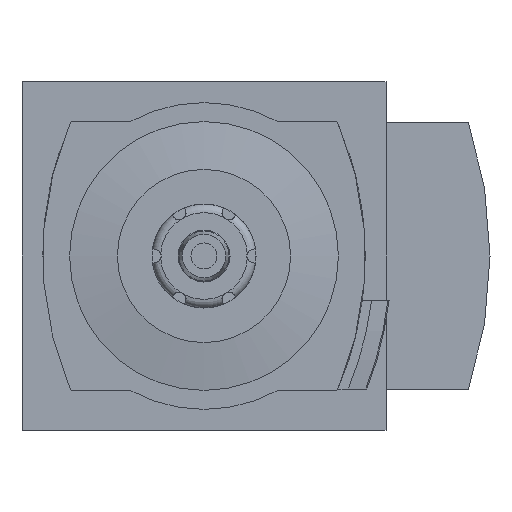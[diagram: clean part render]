
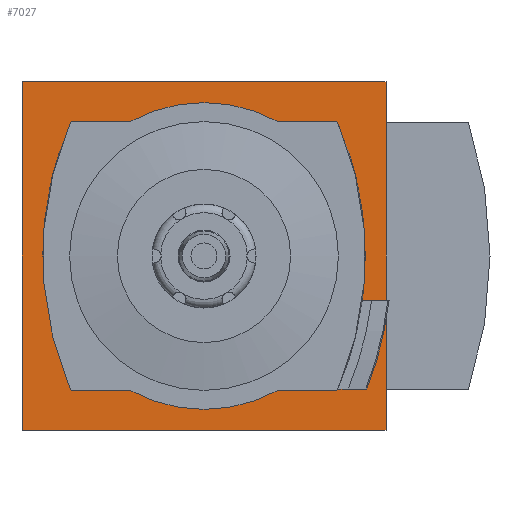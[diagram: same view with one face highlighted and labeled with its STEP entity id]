
A CAD part, front view. The second image highlights one B-rep face of the part: STEP entity #7027.
In plain terms, the highlighted planar face has unit normal (0, -1, 0).
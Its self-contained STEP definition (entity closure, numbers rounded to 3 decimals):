
#130=PLANE('',#7402);
#323=LINE('',#9408,#899);
#429=LINE('',#9630,#1005);
#444=LINE('',#9668,#1020);
#486=LINE('',#9778,#1062);
#603=LINE('',#10120,#1179);
#604=LINE('',#10124,#1180);
#605=LINE('',#10132,#1181);
#606=LINE('',#10136,#1182);
#607=LINE('',#10142,#1183);
#608=LINE('',#10146,#1184);
#899=VECTOR('',#7807,1000.);
#1005=VECTOR('',#7979,1000.);
#1020=VECTOR('',#8008,1000.);
#1062=VECTOR('',#8092,1000.);
#1179=VECTOR('',#8351,1000.);
#1180=VECTOR('',#8354,1000.);
#1181=VECTOR('',#8361,1000.);
#1182=VECTOR('',#8364,1000.);
#1183=VECTOR('',#8369,1000.);
#1184=VECTOR('',#8372,1000.);
#2002=ORIENTED_EDGE('',*,*,#3197,.F.);
#2003=ORIENTED_EDGE('',*,*,#3272,.F.);
#2004=ORIENTED_EDGE('',*,*,#3217,.F.);
#2005=ORIENTED_EDGE('',*,*,#3083,.F.);
#2006=ORIENTED_EDGE('',*,*,#3436,.F.);
#2007=ORIENTED_EDGE('',*,*,#3437,.T.);
#2008=ORIENTED_EDGE('',*,*,#3438,.F.);
#2009=ORIENTED_EDGE('',*,*,#3439,.F.);
#2010=ORIENTED_EDGE('',*,*,#3440,.F.);
#2011=ORIENTED_EDGE('',*,*,#3441,.F.);
#2012=ORIENTED_EDGE('',*,*,#3442,.F.);
#2013=ORIENTED_EDGE('',*,*,#3443,.F.);
#2014=ORIENTED_EDGE('',*,*,#3444,.F.);
#2015=ORIENTED_EDGE('',*,*,#3445,.F.);
#2016=ORIENTED_EDGE('',*,*,#3446,.F.);
#2017=ORIENTED_EDGE('',*,*,#3447,.F.);
#2018=ORIENTED_EDGE('',*,*,#3448,.T.);
#2019=ORIENTED_EDGE('',*,*,#3449,.F.);
#2020=ORIENTED_EDGE('',*,*,#3450,.T.);
#3083=EDGE_CURVE('',#3864,#3865,#323,.T.);
#3197=EDGE_CURVE('',#3947,#3864,#429,.T.);
#3217=EDGE_CURVE('',#3865,#3964,#444,.T.);
#3272=EDGE_CURVE('',#3964,#3947,#486,.T.);
#3436=EDGE_CURVE('',#4147,#4148,#4402,.F.);
#3437=EDGE_CURVE('',#4147,#4149,#603,.T.);
#3438=EDGE_CURVE('',#4150,#4149,#4403,.F.);
#3439=EDGE_CURVE('',#4151,#4150,#604,.T.);
#3440=EDGE_CURVE('',#4152,#4151,#4404,.F.);
#3441=EDGE_CURVE('',#4153,#4152,#4405,.F.);
#3442=EDGE_CURVE('',#4154,#4153,#4406,.F.);
#3443=EDGE_CURVE('',#4155,#4154,#605,.T.);
#3444=EDGE_CURVE('',#4156,#4155,#4407,.F.);
#3445=EDGE_CURVE('',#4157,#4156,#606,.T.);
#3446=EDGE_CURVE('',#4158,#4157,#4408,.F.);
#3447=EDGE_CURVE('',#4159,#4158,#4409,.F.);
#3448=EDGE_CURVE('',#4159,#4160,#607,.T.);
#3449=EDGE_CURVE('',#4161,#4160,#4410,.T.);
#3450=EDGE_CURVE('',#4161,#4148,#608,.T.);
#3864=VERTEX_POINT('',#9407);
#3865=VERTEX_POINT('',#9409);
#3947=VERTEX_POINT('',#9629);
#3964=VERTEX_POINT('',#9669);
#4147=VERTEX_POINT('',#10118);
#4148=VERTEX_POINT('',#10119);
#4149=VERTEX_POINT('',#10121);
#4150=VERTEX_POINT('',#10123);
#4151=VERTEX_POINT('',#10125);
#4152=VERTEX_POINT('',#10127);
#4153=VERTEX_POINT('',#10129);
#4154=VERTEX_POINT('',#10131);
#4155=VERTEX_POINT('',#10133);
#4156=VERTEX_POINT('',#10135);
#4157=VERTEX_POINT('',#10137);
#4158=VERTEX_POINT('',#10139);
#4159=VERTEX_POINT('',#10141);
#4160=VERTEX_POINT('',#10143);
#4161=VERTEX_POINT('',#10145);
#4402=CIRCLE('',#7403,0.3);
#4403=CIRCLE('',#7404,17.7);
#4404=CIRCLE('',#7405,0.3);
#4405=CIRCLE('',#7406,38.9);
#4406=CIRCLE('',#7407,0.3);
#4407=CIRCLE('',#7408,17.7);
#4408=CIRCLE('',#7409,0.3);
#4409=CIRCLE('',#7410,38.9);
#4410=CIRCLE('',#7411,39.95);
#4590=EDGE_LOOP('',(#2002,#2003,#2004,#2005));
#4591=EDGE_LOOP('',(#2006,#2007,#2008,#2009,#2010,#2011,#2012,#2013,#2014,
#2015,#2016,#2017,#2018,#2019,#2020));
#4917=FACE_BOUND('',#4590,.T.);
#4918=FACE_BOUND('',#4591,.T.);
#7027=ADVANCED_FACE('',(#4917,#4918),#130,.F.);
#7402=AXIS2_PLACEMENT_3D('',#10116,#8347,#8348);
#7403=AXIS2_PLACEMENT_3D('',#10117,#8349,#8350);
#7404=AXIS2_PLACEMENT_3D('',#10122,#8352,#8353);
#7405=AXIS2_PLACEMENT_3D('',#10126,#8355,#8356);
#7406=AXIS2_PLACEMENT_3D('',#10128,#8357,#8358);
#7407=AXIS2_PLACEMENT_3D('',#10130,#8359,#8360);
#7408=AXIS2_PLACEMENT_3D('',#10134,#8362,#8363);
#7409=AXIS2_PLACEMENT_3D('',#10138,#8365,#8366);
#7410=AXIS2_PLACEMENT_3D('',#10140,#8367,#8368);
#7411=AXIS2_PLACEMENT_3D('',#10144,#8370,#8371);
#7807=DIRECTION('',(0.,0.,1.));
#7979=DIRECTION('',(-1.,0.,0.));
#8008=DIRECTION('',(1.,0.,0.));
#8092=DIRECTION('',(0.,0.,-1.));
#8347=DIRECTION('',(0.,1.,0.));
#8348=DIRECTION('',(0.,0.,1.));
#8349=DIRECTION('',(0.,1.,0.));
#8350=DIRECTION('',(0.,0.,1.));
#8351=DIRECTION('',(-1.,0.,0.));
#8352=DIRECTION('',(0.,1.,0.));
#8353=DIRECTION('',(0.,0.,1.));
#8354=DIRECTION('',(1.,0.,0.));
#8355=DIRECTION('',(0.,1.,0.));
#8356=DIRECTION('',(0.,0.,1.));
#8357=DIRECTION('',(0.,1.,0.));
#8358=DIRECTION('',(0.,0.,1.));
#8359=DIRECTION('',(0.,1.,0.));
#8360=DIRECTION('',(0.,0.,1.));
#8361=DIRECTION('',(-1.,0.,0.));
#8362=DIRECTION('',(0.,1.,0.));
#8363=DIRECTION('',(0.,0.,1.));
#8364=DIRECTION('',(-1.,0.,0.));
#8365=DIRECTION('',(0.,1.,0.));
#8366=DIRECTION('',(0.,0.,1.));
#8367=DIRECTION('',(0.,1.,0.));
#8368=DIRECTION('',(0.,0.,1.));
#8369=DIRECTION('',(1.,0.,0.));
#8370=DIRECTION('',(0.,-1.,0.));
#8371=DIRECTION('',(0.,0.,-1.));
#8372=DIRECTION('',(-1.,0.,0.));
#9407=CARTESIAN_POINT('',(-21.,-32.,-20.1));
#9408=CARTESIAN_POINT('',(-21.,-32.,-20.1));
#9409=CARTESIAN_POINT('',(-21.,-32.,20.1));
#9629=CARTESIAN_POINT('',(21.,-32.,-20.1));
#9630=CARTESIAN_POINT('',(21.,-32.,-20.1));
#9668=CARTESIAN_POINT('',(-21.,-32.,20.1));
#9669=CARTESIAN_POINT('',(21.,-32.,20.1));
#9778=CARTESIAN_POINT('',(21.,-32.,20.1));
#10116=CARTESIAN_POINT('',(0.,-32.,0.));
#10117=CARTESIAN_POINT('',(15.181,-32.,-15.2));
#10118=CARTESIAN_POINT('',(15.181,-32.,-15.5));
#10119=CARTESIAN_POINT('',(15.442,-32.,-15.349));
#10120=CARTESIAN_POINT('',(14.091,-32.,-15.5));
#10121=CARTESIAN_POINT('',(8.546,-32.,-15.5));
#10122=CARTESIAN_POINT('',(0.,-32.,0.));
#10123=CARTESIAN_POINT('',(-8.546,-32.,-15.5));
#10124=CARTESIAN_POINT('',(0.,-32.,-15.5));
#10125=CARTESIAN_POINT('',(-15.181,-32.,-15.5));
#10126=CARTESIAN_POINT('',(-15.181,-32.,-15.2));
#10127=CARTESIAN_POINT('',(-15.457,-32.,-15.318));
#10128=CARTESIAN_POINT('',(20.3,-32.,0.));
#10129=CARTESIAN_POINT('',(-15.457,-32.,15.318));
#10130=CARTESIAN_POINT('',(-15.181,-32.,15.2));
#10131=CARTESIAN_POINT('',(-15.181,-32.,15.5));
#10132=CARTESIAN_POINT('',(0.,-32.,15.5));
#10133=CARTESIAN_POINT('',(-8.546,-32.,15.5));
#10134=CARTESIAN_POINT('',(0.,-32.,0.));
#10135=CARTESIAN_POINT('',(8.546,-32.,15.5));
#10136=CARTESIAN_POINT('',(0.,-32.,15.5));
#10137=CARTESIAN_POINT('',(15.181,-32.,15.5));
#10138=CARTESIAN_POINT('',(15.181,-32.,15.2));
#10139=CARTESIAN_POINT('',(15.457,-32.,15.318));
#10140=CARTESIAN_POINT('',(-20.3,-32.,0.));
#10141=CARTESIAN_POINT('',(18.259,-32.,-5.142));
#10142=CARTESIAN_POINT('',(17.25,-32.,-5.142));
#10143=CARTESIAN_POINT('',(19.337,-32.,-5.142));
#10144=CARTESIAN_POINT('',(-20.3,-32.,-0.15));
#10145=CARTESIAN_POINT('',(16.646,-32.,-15.349));
#10146=CARTESIAN_POINT('',(30.,-32.,-15.349));
